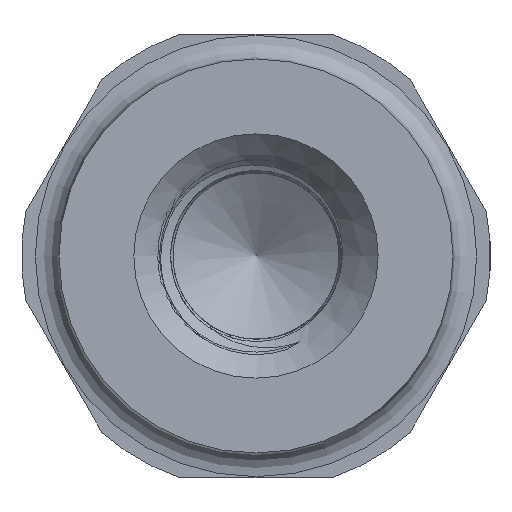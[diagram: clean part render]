
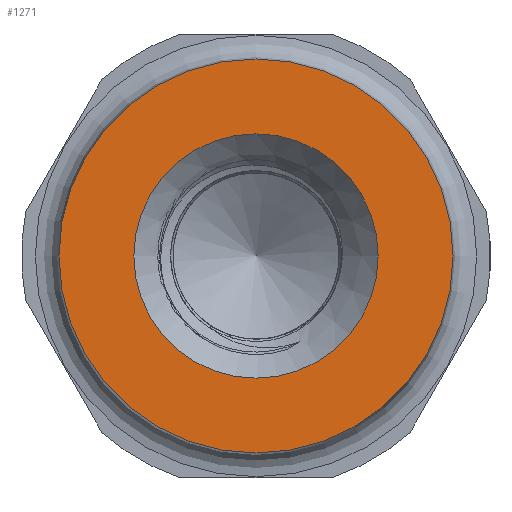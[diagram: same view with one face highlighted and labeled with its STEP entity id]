
A CAD part, front view. The second image highlights one B-rep face of the part: STEP entity #1271.
In plain terms, the highlighted planar face has unit normal (0, -1, 0).
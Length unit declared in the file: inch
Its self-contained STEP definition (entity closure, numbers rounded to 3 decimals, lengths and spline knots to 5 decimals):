
#75=FACE_BOUND('',#307,.T.);
#122=CIRCLE('',#1378,0.155);
#138=CIRCLE('',#1411,0.25);
#213=FACE_OUTER_BOUND('',#306,.T.);
#306=EDGE_LOOP('',(#1104));
#307=EDGE_LOOP('',(#1105));
#576=VERTEX_POINT('',#3860);
#604=VERTEX_POINT('',#3945);
#731=EDGE_CURVE('',#576,#576,#122,.T.);
#771=EDGE_CURVE('',#604,#604,#138,.T.);
#1104=ORIENTED_EDGE('',*,*,#771,.T.);
#1105=ORIENTED_EDGE('',*,*,#731,.T.);
#1149=PLANE('',#1412);
#1271=ADVANCED_FACE('',(#213,#75),#1149,.T.);
#1378=AXIS2_PLACEMENT_3D('',#3861,#1679,#1680);
#1411=AXIS2_PLACEMENT_3D('',#3946,#1769,#1770);
#1412=AXIS2_PLACEMENT_3D('',#3947,#1771,#1772);
#1679=DIRECTION('center_axis',(0.,1.,0.));
#1680=DIRECTION('ref_axis',(1.,0.,0.));
#1769=DIRECTION('center_axis',(0.,-1.,0.));
#1770=DIRECTION('ref_axis',(1.,0.,0.));
#1771=DIRECTION('center_axis',(0.,-1.,0.));
#1772=DIRECTION('ref_axis',(0.,0.,-1.));
#3860=CARTESIAN_POINT('',(0.155,0.,0.));
#3861=CARTESIAN_POINT('Origin',(0.,0.,0.));
#3945=CARTESIAN_POINT('',(0.25,0.,0.));
#3946=CARTESIAN_POINT('Origin',(0.,0.,
0.));
#3947=CARTESIAN_POINT('Origin',(0.,0.,0.));
